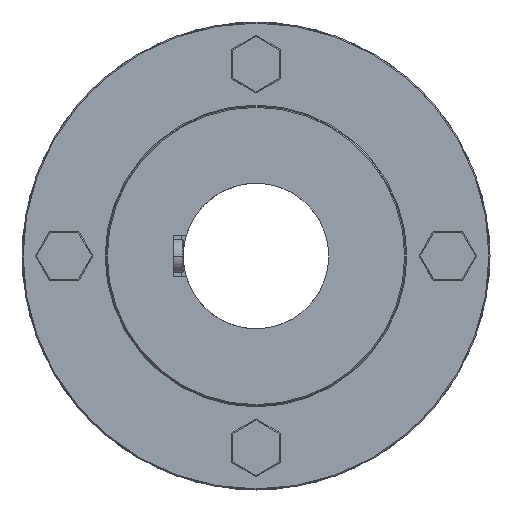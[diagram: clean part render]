
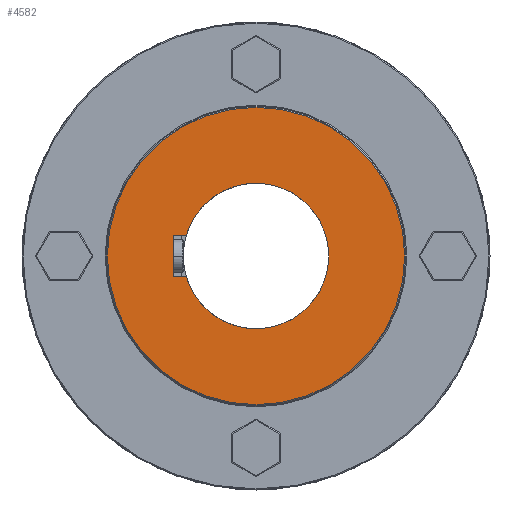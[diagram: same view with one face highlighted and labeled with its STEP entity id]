
A CAD part, left-side view. The second image highlights one B-rep face of the part: STEP entity #4582.
In plain terms, the highlighted planar face has unit normal (-1, 0, 0).
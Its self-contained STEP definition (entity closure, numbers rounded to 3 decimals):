
#2751 = AXIS2_PLACEMENT_3D ( 'NONE', #3802, #3803, #3804 ) ;
#3802 = CARTESIAN_POINT ( 'NONE',  ( -100., 0., 0. ) ) ;
#3803 = DIRECTION ( 'NONE',  ( -1., 0., 0. ) ) ;
#3804 = DIRECTION ( 'NONE',  ( 0., 0., 1. ) ) ;
#4362 = CIRCLE ( 'NONE', #2751, 71.5 ) ;
#4582 = ADVANCED_FACE ( 'NONE', ( #11546, #11560 ), #8284, .T. ) ;
#5149 = EDGE_CURVE ( 'NONE', #5379, #7765, #14784, .T. ) ;
#5151 = EDGE_CURVE ( 'NONE', #5383, #5382, #14779, .T. ) ;
#5158 = EDGE_CURVE ( 'NONE', #7760, #5383, #14796, .T. ) ;
#5162 = EDGE_CURVE ( 'NONE', #7782, #7781, #14806, .T. ) ;
#5163 = EDGE_CURVE ( 'NONE', #5382, #5379, #14805, .T. ) ;
#5379 = VERTEX_POINT ( 'NONE', #15595 ) ;
#5382 = VERTEX_POINT ( 'NONE', #15598 ) ;
#5383 = VERTEX_POINT ( 'NONE', #15599 ) ;
#5542 = ORIENTED_EDGE ( 'NONE', *, *, #5162, .T. ) ;
#5543 = ORIENTED_EDGE ( 'NONE', *, *, #11635, .T. ) ;
#5544 = ORIENTED_EDGE ( 'NONE', *, *, #5151, .T. ) ;
#5545 = ORIENTED_EDGE ( 'NONE', *, *, #5163, .T. ) ;
#5546 = ORIENTED_EDGE ( 'NONE', *, *, #5149, .T. ) ;
#5547 = ORIENTED_EDGE ( 'NONE', *, *, #5977, .T. ) ;
#5548 = ORIENTED_EDGE ( 'NONE', *, *, #5983, .T. ) ;
#5549 = ORIENTED_EDGE ( 'NONE', *, *, #5158, .T. ) ;
#5977 = EDGE_CURVE ( 'NONE', #7765, #7766, #16636, .T. ) ;
#5983 = EDGE_CURVE ( 'NONE', #7766, #7760, #16644, .T. ) ;
#7760 = VERTEX_POINT ( 'NONE', #18103 ) ;
#7765 = VERTEX_POINT ( 'NONE', #18108 ) ;
#7766 = VERTEX_POINT ( 'NONE', #18109 ) ;
#7781 = VERTEX_POINT ( 'NONE', #18124 ) ;
#7782 = VERTEX_POINT ( 'NONE', #18125 ) ;
#8284 = PLANE ( 'NONE',  #11757 ) ;
#8287 = CARTESIAN_POINT ( 'NONE',  ( -100., 72., 0. ) ) ;
#8292 = DIRECTION ( 'NONE',  ( -1., 0., 0. ) ) ;
#8293 = DIRECTION ( 'NONE',  ( 0., 0., 1. ) ) ;
#11246 = EDGE_LOOP ( 'NONE', ( #5542, #5543 ) ) ;
#11255 = EDGE_LOOP ( 'NONE', ( #5544, #5545, #5546, #5547, #5548, #5549 ) ) ;
#11546 = FACE_OUTER_BOUND ( 'NONE', #11246, .T. ) ;
#11560 = FACE_BOUND ( 'NONE', #11255, .T. ) ;
#11635 = EDGE_CURVE ( 'NONE', #7781, #7782, #4362, .T. ) ;
#11757 = AXIS2_PLACEMENT_3D ( 'NONE', #8287, #8292, #8293 ) ;
#14779 = LINE ( 'NONE', #15340, #14785 ) ;
#14784 = CIRCLE ( 'NONE', #15130, 35. ) ;
#14785 = VECTOR ( 'NONE', #15344, 1000. ) ;
#14796 = LINE ( 'NONE', #15358, #14797 ) ;
#14797 = VECTOR ( 'NONE', #15359, 1000. ) ;
#14800 = VECTOR ( 'NONE', #15372, 1000. ) ;
#14805 = LINE ( 'NONE', #15349, #14800 ) ;
#14806 = CIRCLE ( 'NONE', #15143, 71.5 ) ;
#15130 = AXIS2_PLACEMENT_3D ( 'NONE', #15332, #15338, #15339 ) ;
#15143 = AXIS2_PLACEMENT_3D ( 'NONE', #15366, #15369, #15370 ) ;
#15213 = AXIS2_PLACEMENT_3D ( 'NONE', #16119, #16122, #16123 ) ;
#15215 = AXIS2_PLACEMENT_3D ( 'NONE', #16135, #16137, #16138 ) ;
#15332 = CARTESIAN_POINT ( 'NONE',  ( -100., 0., 0. ) ) ;
#15338 = DIRECTION ( 'NONE',  ( 1., 0., 0. ) ) ;
#15339 = DIRECTION ( 'NONE',  ( 0., 0., -1. ) ) ;
#15340 = CARTESIAN_POINT ( 'NONE',  ( -100., 39.9, 10. ) ) ;
#15344 = DIRECTION ( 'NONE',  ( 0., 0., 1. ) ) ;
#15349 = CARTESIAN_POINT ( 'NONE',  ( -100., 33.541, 10. ) ) ;
#15358 = CARTESIAN_POINT ( 'NONE',  ( -100., 33.541, -10. ) ) ;
#15359 = DIRECTION ( 'NONE',  ( 0., 1., 0. ) ) ;
#15366 = CARTESIAN_POINT ( 'NONE',  ( -100., 0., 0. ) ) ;
#15369 = DIRECTION ( 'NONE',  ( -1., 0., 0. ) ) ;
#15370 = DIRECTION ( 'NONE',  ( 0., 0., 1. ) ) ;
#15372 = DIRECTION ( 'NONE',  ( 0., -1., 0. ) ) ;
#15595 = CARTESIAN_POINT ( 'NONE',  ( -100., 33.541, 10. ) ) ;
#15598 = CARTESIAN_POINT ( 'NONE',  ( -100., 39.9, 10. ) ) ;
#15599 = CARTESIAN_POINT ( 'NONE',  ( -100., 39.9, -10. ) ) ;
#16119 = CARTESIAN_POINT ( 'NONE',  ( -100., 0., 0. ) ) ;
#16122 = DIRECTION ( 'NONE',  ( 1., 0., 0. ) ) ;
#16123 = DIRECTION ( 'NONE',  ( 0., 0., -1. ) ) ;
#16135 = CARTESIAN_POINT ( 'NONE',  ( -100., 0., 0. ) ) ;
#16137 = DIRECTION ( 'NONE',  ( 1., 0., 0. ) ) ;
#16138 = DIRECTION ( 'NONE',  ( 0., 0., -1. ) ) ;
#16636 = CIRCLE ( 'NONE', #15213, 35. ) ;
#16644 = CIRCLE ( 'NONE', #15215, 35. ) ;
#18103 = CARTESIAN_POINT ( 'NONE',  ( -100., 33.541, -10. ) ) ;
#18108 = CARTESIAN_POINT ( 'NONE',  ( -100., 0., 35. ) ) ;
#18109 = CARTESIAN_POINT ( 'NONE',  ( -100., 0., -35. ) ) ;
#18124 = CARTESIAN_POINT ( 'NONE',  ( -100., 0., 71.5 ) ) ;
#18125 = CARTESIAN_POINT ( 'NONE',  ( -100., 0., -71.5 ) ) ;
